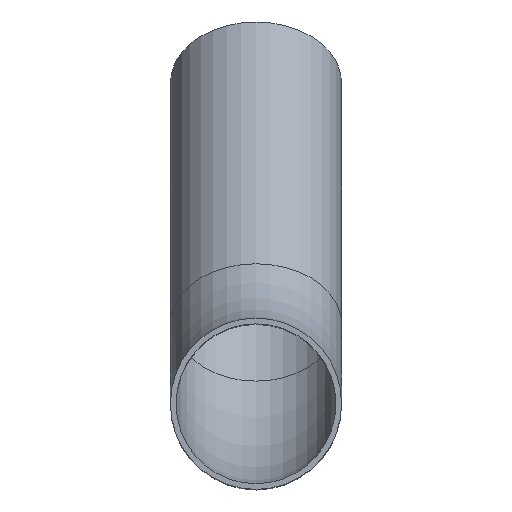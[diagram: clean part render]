
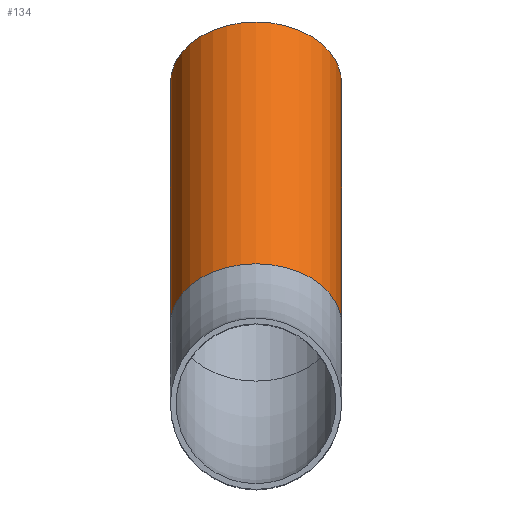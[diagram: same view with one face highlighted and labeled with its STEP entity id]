
A CAD part, top view. The second image highlights one B-rep face of the part: STEP entity #134.
In plain terms, the highlighted cylindrical face has radius 31.75 mm (diameter 63.5 mm), a full revolution.
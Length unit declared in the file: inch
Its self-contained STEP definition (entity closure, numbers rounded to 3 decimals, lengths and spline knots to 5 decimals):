
#24=FACE_OUTER_BOUND('',#32,.T.);
#32=EDGE_LOOP('',(#107,#108,#109,#110,#111));
#41=LINE('',#256,#45);
#45=VECTOR('',#211,1.25);
#54=CIRCLE('',#172,1.25);
#55=CIRCLE('',#173,1.25);
#56=CIRCLE('',#174,1.25);
#67=VERTEX_POINT('',#253);
#68=VERTEX_POINT('',#255);
#69=VERTEX_POINT('',#257);
#82=EDGE_CURVE('',#67,#67,#54,.T.);
#83=EDGE_CURVE('',#67,#68,#41,.T.);
#84=EDGE_CURVE('',#68,#69,#55,.T.);
#85=EDGE_CURVE('',#69,#68,#56,.T.);
#107=ORIENTED_EDGE('',*,*,#82,.F.);
#108=ORIENTED_EDGE('',*,*,#83,.T.);
#109=ORIENTED_EDGE('',*,*,#84,.T.);
#110=ORIENTED_EDGE('',*,*,#85,.T.);
#111=ORIENTED_EDGE('',*,*,#83,.F.);
#129=CYLINDRICAL_SURFACE('',#171,1.25);
#134=ADVANCED_FACE('',(#24),#129,.T.);
#171=AXIS2_PLACEMENT_3D('',#252,#207,#208);
#172=AXIS2_PLACEMENT_3D('',#254,#209,#210);
#173=AXIS2_PLACEMENT_3D('',#258,#212,#213);
#174=AXIS2_PLACEMENT_3D('',#259,#214,#215);
#207=DIRECTION('center_axis',(0.,0.707,-0.707));
#208=DIRECTION('ref_axis',(1.,0.,0.));
#209=DIRECTION('center_axis',(0.,0.707,-0.707));
#210=DIRECTION('ref_axis',(1.,0.,0.));
#211=DIRECTION('',(0.,-0.707,0.707));
#212=DIRECTION('center_axis',(0.,0.707,-0.707));
#213=DIRECTION('ref_axis',(1.,0.,0.));
#214=DIRECTION('center_axis',(0.,0.707,-0.707));
#215=DIRECTION('ref_axis',(1.,0.,0.));
#252=CARTESIAN_POINT('Origin',(0.,1.17157,-7.82843));
#253=CARTESIAN_POINT('',(-1.25,4.70711,-11.36396));
#254=CARTESIAN_POINT('Origin',(0.,4.70711,-11.36396));
#255=CARTESIAN_POINT('',(-1.25,1.17157,-7.82843));
#256=CARTESIAN_POINT('',(-1.25,1.17157,-7.82843));
#257=CARTESIAN_POINT('',(0.,2.05546,-6.94454));
#258=CARTESIAN_POINT('Origin',(0.,1.17157,-7.82843));
#259=CARTESIAN_POINT('Origin',(0.,1.17157,-7.82843));
